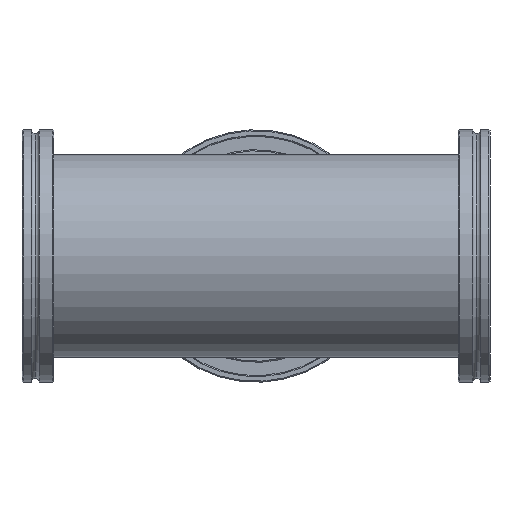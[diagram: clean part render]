
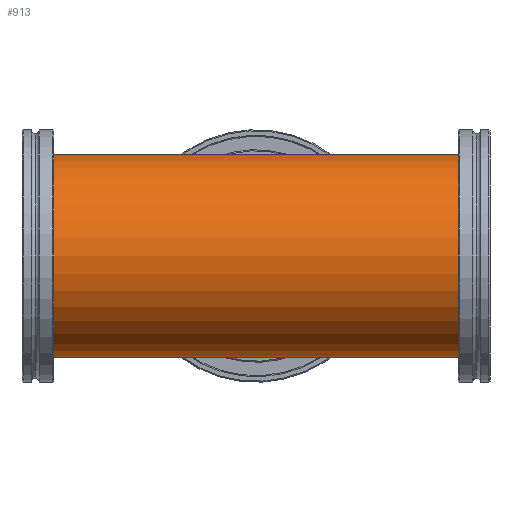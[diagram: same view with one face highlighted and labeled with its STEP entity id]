
A CAD part, front view. The second image highlights one B-rep face of the part: STEP entity #913.
In plain terms, the highlighted cylindrical face has radius 38.05 mm (diameter 76.1 mm), a partial arc.
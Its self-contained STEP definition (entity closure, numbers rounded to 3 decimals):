
#31 = AXIS2_PLACEMENT_3D ( 'NONE', #841, #962, #337 ) ;
#37 = ORIENTED_EDGE ( 'NONE', *, *, #1145, .T. ) ;
#105 = ORIENTED_EDGE ( 'NONE', *, *, #902, .T. ) ;
#127 = EDGE_CURVE ( 'NONE', #1061, #888, #440, .T. ) ;
#132 = CARTESIAN_POINT ( 'NONE',  ( 81.5, 0., -38.05 ) ) ;
#160 = CARTESIAN_POINT ( 'NONE',  ( 81.5, 0., -38.05 ) ) ;
#187 = ORIENTED_EDGE ( 'NONE', *, *, #900, .F. ) ;
#213 = FACE_OUTER_BOUND ( 'NONE', #416, .T. ) ;
#244 = AXIS2_PLACEMENT_3D ( 'NONE', #1252, #548, #1373 ) ;
#255 = DIRECTION ( 'NONE',  ( -1., 0., 0. ) ) ;
#258 = CARTESIAN_POINT ( 'NONE',  ( 0., 0., 38.05 ) ) ;
#281 = VECTOR ( 'NONE', #310, 1000. ) ;
#310 = DIRECTION ( 'NONE',  ( -1., 0., 0. ) ) ;
#337 = DIRECTION ( 'NONE',  ( 0., 0., 1. ) ) ;
#416 = EDGE_LOOP ( 'NONE', ( #1268, #187, #105, #663, #37, #669 ) ) ;
#440 = LINE ( 'NONE', #892, #730 ) ;
#465 = CARTESIAN_POINT ( 'NONE',  ( 81.5, 0., 38.05 ) ) ;
#470 = CARTESIAN_POINT ( 'NONE',  ( 81.5, 0., 0. ) ) ;
#517 = DIRECTION ( 'NONE',  ( -1., 0., 0. ) ) ;
#522 = VECTOR ( 'NONE', #255, 1000. ) ;
#523 = CARTESIAN_POINT ( 'NONE',  ( 0., 0., -38.05 ) ) ;
#540 = LINE ( 'NONE', #465, #1450 ) ;
#548 = DIRECTION ( 'NONE',  ( 1., 0., 0. ) ) ;
#579 = CIRCLE ( 'NONE', #1263, 38.05 ) ;
#589 = VERTEX_POINT ( 'NONE', #523 ) ;
#592 = DIRECTION ( 'NONE',  ( 0., 0., -1. ) ) ;
#649 = VERTEX_POINT ( 'NONE', #160 ) ;
#663 = ORIENTED_EDGE ( 'NONE', *, *, #127, .T. ) ;
#669 = ORIENTED_EDGE ( 'NONE', *, *, #1214, .F. ) ;
#730 = VECTOR ( 'NONE', #517, 1000. ) ;
#828 = CARTESIAN_POINT ( 'NONE',  ( 81.5, 0., 38.05 ) ) ;
#841 = CARTESIAN_POINT ( 'NONE',  ( 81.5, 0., 0. ) ) ;
#867 = VERTEX_POINT ( 'NONE', #828 ) ;
#888 = VERTEX_POINT ( 'NONE', #1530 ) ;
#892 = CARTESIAN_POINT ( 'NONE',  ( 81.5, 0., 38.05 ) ) ;
#900 = EDGE_CURVE ( 'NONE', #867, #649, #579, .T. ) ;
#902 = EDGE_CURVE ( 'NONE', #867, #1061, #540, .T. ) ;
#913 = ADVANCED_FACE ( 'NONE', ( #213 ), #1101, .T. ) ;
#942 = LINE ( 'NONE', #1382, #281 ) ;
#962 = DIRECTION ( 'NONE',  ( -1., 0., 0. ) ) ;
#1038 = CARTESIAN_POINT ( 'NONE',  ( -81.5, 0., -38.05 ) ) ;
#1052 = EDGE_CURVE ( 'NONE', #649, #589, #1467, .T. ) ;
#1061 = VERTEX_POINT ( 'NONE', #258 ) ;
#1101 = CYLINDRICAL_SURFACE ( 'NONE', #31, 38.05 ) ;
#1145 = EDGE_CURVE ( 'NONE', #888, #1205, #1352, .T. ) ;
#1171 = DIRECTION ( 'NONE',  ( -1., 0., 0. ) ) ;
#1205 = VERTEX_POINT ( 'NONE', #1038 ) ;
#1214 = EDGE_CURVE ( 'NONE', #589, #1205, #942, .T. ) ;
#1252 = CARTESIAN_POINT ( 'NONE',  ( -81.5, 0., 0. ) ) ;
#1263 = AXIS2_PLACEMENT_3D ( 'NONE', #470, #1297, #592 ) ;
#1268 = ORIENTED_EDGE ( 'NONE', *, *, #1052, .F. ) ;
#1297 = DIRECTION ( 'NONE',  ( 1., 0., 0. ) ) ;
#1352 = CIRCLE ( 'NONE', #244, 38.05 ) ;
#1373 = DIRECTION ( 'NONE',  ( 0., 0., -1. ) ) ;
#1382 = CARTESIAN_POINT ( 'NONE',  ( 81.5, 0., -38.05 ) ) ;
#1450 = VECTOR ( 'NONE', #1171, 1000. ) ;
#1467 = LINE ( 'NONE', #132, #522 ) ;
#1530 = CARTESIAN_POINT ( 'NONE',  ( -81.5, 0., 38.05 ) ) ;
